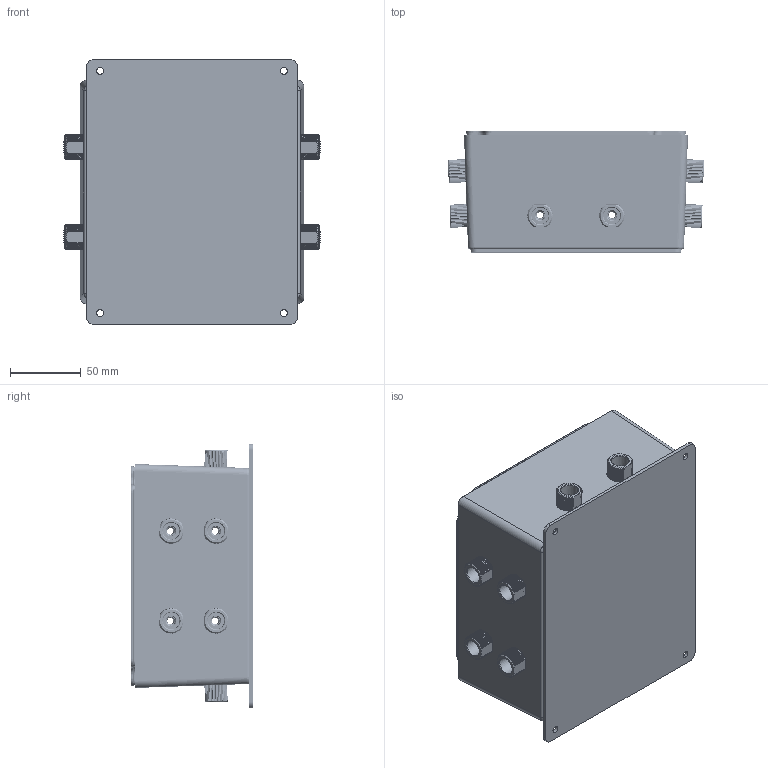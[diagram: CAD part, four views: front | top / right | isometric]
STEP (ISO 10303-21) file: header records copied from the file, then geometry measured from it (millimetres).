
FILE_DESCRIPTION(/* description */ (''),/* implementation_level */ '2;1');
FILE_NAME(/* name */ 'mainEnclosure.stp',/* time_stamp */ '2020-06-04T00:09:42-04:00',/* author */ ('anirudh'),/* organization */ (''),/* preprocessor_version */ 'ST-DEVELOPER v16.13',/* originating_system */ 'Autodesk Inventor 2018',/* authorisation */ '');
FILE_SCHEMA (('AUTOMOTIVE_DESIGN { 1 0 10303 214 3 1 1 }'));
Length unit declared in the file: inch
Products named in the file (4): InteriorElectronics; AluminumHousing; PENETRATOR-M-BOLT-6MM-10-25-R2; 6mmPenetratorORing
Assembly tree (25 placements, depth 2):
  InteriorElectronics
    AluminumHousing
    PENETRATOR-M-BOLT-6MM-10-25-R2  x12
    6mmPenetratorORing  x12
Bounding box: 181.27 x 85.79 x 187.3 mm (x, y, z)
Volume: 390889.3 mm3; surface area: 261935.1 mm2
Topology: 27 solids, 27 shells, 2240 faces, 6174 edges, 4052 vertices
Faces by surface type: plane 1170, cylinder 850, cone 116, torus 56, bspline 48
Full cylindrical faces by diameter (mm): 3.175 x4, 3.3 x4, 4.445 x2, 4.902 x4, 5 x12, 5.791 x4, 6 x4, 6.604 x24, 9.906 x2, 10 x168, 10.82 x12, 12 x12, 15.12 x12
Entity records: 21579 total; most frequent: CARTESIAN_POINT 6847, DIRECTION 3090, ORIENTED_EDGE 2946, EDGE_CURVE 1473, AXIS2_PLACEMENT_3D 1136, VERTEX_POINT 968, LINE 818, VECTOR 818
